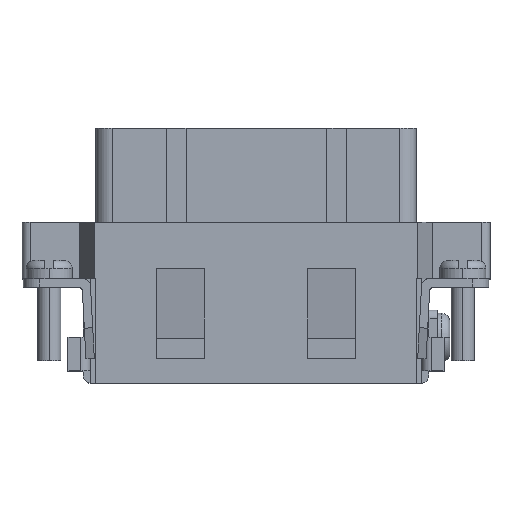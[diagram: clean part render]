
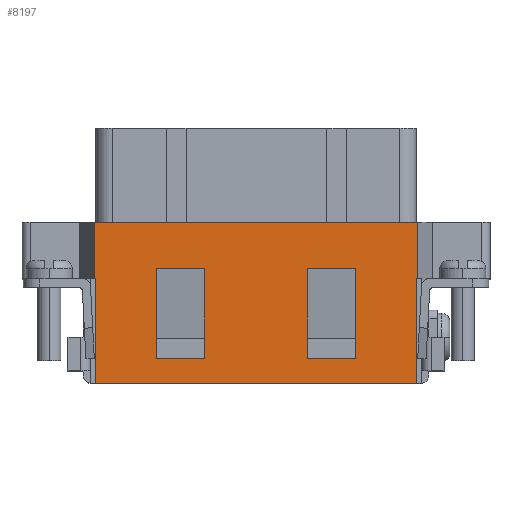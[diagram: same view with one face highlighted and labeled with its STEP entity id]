
A CAD part, top view. The second image highlights one B-rep face of the part: STEP entity #8197.
In plain terms, the highlighted planar face has unit normal (0, 0, 1).
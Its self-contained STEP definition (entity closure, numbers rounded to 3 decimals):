
#506 = DIRECTION ( 'NONE',  ( -1., 0., 0. ) ) ;
#517 = LINE ( 'NONE', #23505, #17976 ) ;
#1389 = ORIENTED_EDGE ( 'NONE', *, *, #18887, .F. ) ;
#1815 = DIRECTION ( 'NONE',  ( 0., 1., 0. ) ) ;
#2514 = VECTOR ( 'NONE', #16467, 1000. ) ;
#2600 = CARTESIAN_POINT ( 'NONE',  ( 19.19, -19.25, 11.5 ) ) ;
#2667 = VECTOR ( 'NONE', #16666, 1000. ) ;
#2841 = CARTESIAN_POINT ( 'NONE',  ( 19.19, -19.25, 11.5 ) ) ;
#3010 = ORIENTED_EDGE ( 'NONE', *, *, #9275, .F. ) ;
#3284 = EDGE_CURVE ( 'NONE', #18417, #6925, #4143, .T. ) ;
#3411 = VERTEX_POINT ( 'NONE', #7993 ) ;
#3516 = AXIS2_PLACEMENT_3D ( 'NONE', #19987, #6448, #22264 ) ;
#3795 = VECTOR ( 'NONE', #28708, 1000. ) ;
#4104 = CARTESIAN_POINT ( 'NONE',  ( -19.19, -6.75, 11.5 ) ) ;
#4143 = LINE ( 'NONE', #12103, #27491 ) ;
#4435 = ORIENTED_EDGE ( 'NONE', *, *, #16097, .F. ) ;
#4527 = LINE ( 'NONE', #26560, #3795 ) ;
#4993 = CARTESIAN_POINT ( 'NONE',  ( 11.94, -16.25, 11.5 ) ) ;
#5210 = DIRECTION ( 'NONE',  ( 1., 0., 0. ) ) ;
#5432 = CARTESIAN_POINT ( 'NONE',  ( -6.19, -16.25, 11.5 ) ) ;
#5909 = CARTESIAN_POINT ( 'NONE',  ( 19.342, 0., 11.5 ) ) ;
#6259 = DIRECTION ( 'NONE',  ( 0., -1., 0. ) ) ;
#6369 = LINE ( 'NONE', #16453, #12460 ) ;
#6448 = DIRECTION ( 'NONE',  ( 0., 0., 1. ) ) ;
#6925 = VERTEX_POINT ( 'NONE', #27478 ) ;
#7002 = VERTEX_POINT ( 'NONE', #2841 ) ;
#7004 = ORIENTED_EDGE ( 'NONE', *, *, #21112, .T. ) ;
#7122 = FACE_BOUND ( 'NONE', #9797, .T. ) ;
#7351 = VECTOR ( 'NONE', #5210, 1000. ) ;
#7494 = EDGE_CURVE ( 'NONE', #27737, #12654, #8938, .T. ) ;
#7655 = CARTESIAN_POINT ( 'NONE',  ( 11.94, -5.55, 11.5 ) ) ;
#7769 = EDGE_CURVE ( 'NONE', #3411, #9768, #23311, .T. ) ;
#7821 = ORIENTED_EDGE ( 'NONE', *, *, #25716, .F. ) ;
#7993 = CARTESIAN_POINT ( 'NONE',  ( 6.19, -16.25, 11.5 ) ) ;
#8085 = ORIENTED_EDGE ( 'NONE', *, *, #17963, .F. ) ;
#8197 = ADVANCED_FACE ( 'NONE', ( #24421, #7122, #13190 ), #24413, .T. ) ;
#8654 = CARTESIAN_POINT ( 'NONE',  ( -11.94, -5.55, 11.5 ) ) ;
#8938 = LINE ( 'NONE', #15866, #26164 ) ;
#9083 = ORIENTED_EDGE ( 'NONE', *, *, #7494, .F. ) ;
#9192 = EDGE_CURVE ( 'NONE', #21321, #12654, #14805, .T. ) ;
#9275 = EDGE_CURVE ( 'NONE', #17252, #3411, #517, .T. ) ;
#9278 = LINE ( 'NONE', #2600, #20547 ) ;
#9279 = CARTESIAN_POINT ( 'NONE',  ( -11.94, -16.25, 11.5 ) ) ;
#9345 = VERTEX_POINT ( 'NONE', #23711 ) ;
#9389 = DIRECTION ( 'NONE',  ( -1., 0., 0. ) ) ;
#9602 = ORIENTED_EDGE ( 'NONE', *, *, #3284, .T. ) ;
#9768 = VERTEX_POINT ( 'NONE', #4993 ) ;
#9797 = EDGE_LOOP ( 'NONE', ( #8085, #19039, #7821, #18794 ) ) ;
#9836 = ORIENTED_EDGE ( 'NONE', *, *, #26425, .F. ) ;
#9857 = VECTOR ( 'NONE', #1815, 1000. ) ;
#9921 = VECTOR ( 'NONE', #19892, 1000. ) ;
#9957 = LINE ( 'NONE', #27358, #15247 ) ;
#10059 = DIRECTION ( 'NONE',  ( 0., -1., 0. ) ) ;
#10869 = VERTEX_POINT ( 'NONE', #16780 ) ;
#10872 = EDGE_LOOP ( 'NONE', ( #3010, #9836, #4435, #14264 ) ) ;
#11396 = VECTOR ( 'NONE', #16822, 1000. ) ;
#11431 = VECTOR ( 'NONE', #6259, 1000. ) ;
#12041 = LINE ( 'NONE', #22101, #28536 ) ;
#12103 = CARTESIAN_POINT ( 'NONE',  ( -19.342, -6.75, 11.5 ) ) ;
#12460 = VECTOR ( 'NONE', #506, 1000. ) ;
#12654 = VERTEX_POINT ( 'NONE', #4104 ) ;
#13168 = DIRECTION ( 'NONE',  ( 0., 1., 0. ) ) ;
#13190 = FACE_OUTER_BOUND ( 'NONE', #14708, .T. ) ;
#13224 = VERTEX_POINT ( 'NONE', #9279 ) ;
#13267 = ORIENTED_EDGE ( 'NONE', *, *, #17856, .F. ) ;
#13883 = LINE ( 'NONE', #26109, #25123 ) ;
#14204 = CARTESIAN_POINT ( 'NONE',  ( 19.342, -6.75, 11.5 ) ) ;
#14264 = ORIENTED_EDGE ( 'NONE', *, *, #7769, .F. ) ;
#14302 = CARTESIAN_POINT ( 'NONE',  ( -19.342, -6.75, 11.5 ) ) ;
#14341 = DIRECTION ( 'NONE',  ( 1., 0., 0. ) ) ;
#14458 = VERTEX_POINT ( 'NONE', #7655 ) ;
#14708 = EDGE_LOOP ( 'NONE', ( #1389, #13267, #23590, #9083, #16104, #16878, #9602, #7004 ) ) ;
#14805 = LINE ( 'NONE', #14302, #2667 ) ;
#15208 = LINE ( 'NONE', #8654, #9921 ) ;
#15247 = VECTOR ( 'NONE', #9389, 1000. ) ;
#15474 = CARTESIAN_POINT ( 'NONE',  ( 11.94, -5.55, 11.5 ) ) ;
#15846 = LINE ( 'NONE', #15474, #9857 ) ;
#15866 = CARTESIAN_POINT ( 'NONE',  ( -19.19, -19.25, 11.5 ) ) ;
#16097 = EDGE_CURVE ( 'NONE', #9768, #14458, #15846, .T. ) ;
#16104 = ORIENTED_EDGE ( 'NONE', *, *, #18186, .F. ) ;
#16453 = CARTESIAN_POINT ( 'NONE',  ( 6.19, -5.55, 11.5 ) ) ;
#16467 = DIRECTION ( 'NONE',  ( 0., 1., 0. ) ) ;
#16543 = CARTESIAN_POINT ( 'NONE',  ( -19.342, 0., 11.5 ) ) ;
#16564 = CARTESIAN_POINT ( 'NONE',  ( -19.19, -19.25, 11.5 ) ) ;
#16641 = CARTESIAN_POINT ( 'NONE',  ( 6.19, -5.55, 11.5 ) ) ;
#16666 = DIRECTION ( 'NONE',  ( 1., 0., 0. ) ) ;
#16780 = CARTESIAN_POINT ( 'NONE',  ( -6.19, -5.55, 11.5 ) ) ;
#16822 = DIRECTION ( 'NONE',  ( 1., 0., 0. ) ) ;
#16878 = ORIENTED_EDGE ( 'NONE', *, *, #26390, .T. ) ;
#17243 = CARTESIAN_POINT ( 'NONE',  ( 19.19, -6.75, 11.5 ) ) ;
#17252 = VERTEX_POINT ( 'NONE', #16641 ) ;
#17384 = LINE ( 'NONE', #26512, #11431 ) ;
#17856 = EDGE_CURVE ( 'NONE', #21321, #20979, #13883, .T. ) ;
#17963 = EDGE_CURVE ( 'NONE', #9345, #13224, #17384, .T. ) ;
#17976 = VECTOR ( 'NONE', #10059, 1000. ) ;
#18152 = DIRECTION ( 'NONE',  ( 0., 1., 0. ) ) ;
#18186 = EDGE_CURVE ( 'NONE', #7002, #27737, #9957, .T. ) ;
#18237 = VERTEX_POINT ( 'NONE', #5432 ) ;
#18417 = VERTEX_POINT ( 'NONE', #17243 ) ;
#18686 = LINE ( 'NONE', #16543, #7351 ) ;
#18794 = ORIENTED_EDGE ( 'NONE', *, *, #26680, .F. ) ;
#18887 = EDGE_CURVE ( 'NONE', #20979, #23021, #18686, .T. ) ;
#19039 = ORIENTED_EDGE ( 'NONE', *, *, #26715, .F. ) ;
#19892 = DIRECTION ( 'NONE',  ( -1., 0., 0. ) ) ;
#19987 = CARTESIAN_POINT ( 'NONE',  ( -19.342, -6.75, 11.5 ) ) ;
#20547 = VECTOR ( 'NONE', #20787, 1000. ) ;
#20787 = DIRECTION ( 'NONE',  ( 0., 1., 0. ) ) ;
#20979 = VERTEX_POINT ( 'NONE', #29343 ) ;
#21112 = EDGE_CURVE ( 'NONE', #6925, #23021, #26605, .T. ) ;
#21321 = VERTEX_POINT ( 'NONE', #28331 ) ;
#22101 = CARTESIAN_POINT ( 'NONE',  ( -6.19, -5.55, 11.5 ) ) ;
#22264 = DIRECTION ( 'NONE',  ( 1., 0., 0. ) ) ;
#23021 = VERTEX_POINT ( 'NONE', #5909 ) ;
#23311 = LINE ( 'NONE', #28006, #11396 ) ;
#23505 = CARTESIAN_POINT ( 'NONE',  ( 6.19, -5.55, 11.5 ) ) ;
#23590 = ORIENTED_EDGE ( 'NONE', *, *, #9192, .T. ) ;
#23711 = CARTESIAN_POINT ( 'NONE',  ( -11.94, -5.55, 11.5 ) ) ;
#24413 = PLANE ( 'NONE',  #3516 ) ;
#24421 = FACE_BOUND ( 'NONE', #10872, .T. ) ;
#25123 = VECTOR ( 'NONE', #28361, 1000. ) ;
#25716 = EDGE_CURVE ( 'NONE', #18237, #10869, #12041, .T. ) ;
#26109 = CARTESIAN_POINT ( 'NONE',  ( -19.342, -6.75, 11.5 ) ) ;
#26164 = VECTOR ( 'NONE', #18152, 1000. ) ;
#26390 = EDGE_CURVE ( 'NONE', #7002, #18417, #9278, .T. ) ;
#26425 = EDGE_CURVE ( 'NONE', #14458, #17252, #6369, .T. ) ;
#26512 = CARTESIAN_POINT ( 'NONE',  ( -11.94, -5.55, 11.5 ) ) ;
#26560 = CARTESIAN_POINT ( 'NONE',  ( -11.94, -16.25, 11.5 ) ) ;
#26605 = LINE ( 'NONE', #14204, #2514 ) ;
#26680 = EDGE_CURVE ( 'NONE', #13224, #18237, #4527, .T. ) ;
#26715 = EDGE_CURVE ( 'NONE', #10869, #9345, #15208, .T. ) ;
#27358 = CARTESIAN_POINT ( 'NONE',  ( -19.19, -19.25, 11.5 ) ) ;
#27478 = CARTESIAN_POINT ( 'NONE',  ( 19.342, -6.75, 11.5 ) ) ;
#27491 = VECTOR ( 'NONE', #14341, 1000. ) ;
#27737 = VERTEX_POINT ( 'NONE', #16564 ) ;
#28006 = CARTESIAN_POINT ( 'NONE',  ( 6.19, -16.25, 11.5 ) ) ;
#28331 = CARTESIAN_POINT ( 'NONE',  ( -19.342, -6.75, 11.5 ) ) ;
#28361 = DIRECTION ( 'NONE',  ( 0., 1., 0. ) ) ;
#28536 = VECTOR ( 'NONE', #13168, 1000. ) ;
#28708 = DIRECTION ( 'NONE',  ( 1., 0., 0. ) ) ;
#29343 = CARTESIAN_POINT ( 'NONE',  ( -19.342, 0., 11.5 ) ) ;
